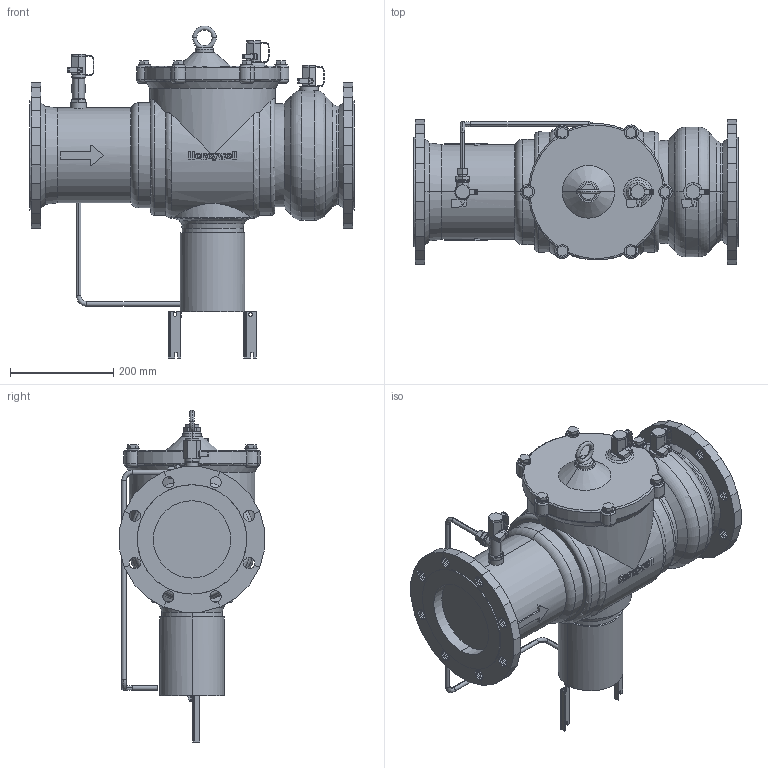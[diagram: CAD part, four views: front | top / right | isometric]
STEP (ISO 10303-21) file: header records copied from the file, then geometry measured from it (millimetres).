
FILE_DESCRIPTION(('no description'),'unknown implementation level');
FILE_NAME('Honeywell_BA300-150A_3D.stp',' ',('pit-cup GmbH'),('ccLab - KiM Gmbh - www.kimweb.de'),'unknown preprocess','ACIS','unknown authorization');
FILE_SCHEMA(('automotive_design'));
Length unit declared in the file: millimetre
Products named in the file (4): 1; 2; 3; 4
Bounding box: 630 x 281.74 x 644 mm (x, y, z)
Volume: 29573741.9 mm3; surface area: 989654.9 mm2
Topology: 4 solids, 4 shells, 2340 faces, 6637 edges, 4340 vertices
Faces by surface type: plane 2122, cylinder 116, torus 56, cone 40, bspline 6
Entity records: 152002 total; most frequent: CARTESIAN_POINT 16784, STYLED_ITEM 13321, PRESENTATION_STYLE_ASSIGNMENT 13321, COLOUR_RGB 13321, ORIENTED_EDGE 13274, DIRECTION 12313, EDGE_CURVE 6637, CURVE_STYLE 6637
